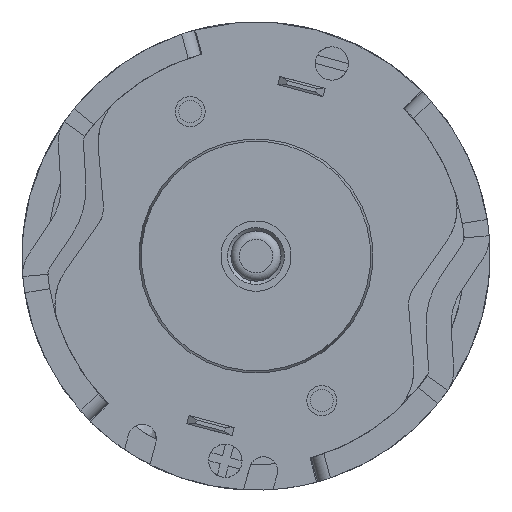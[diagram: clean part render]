
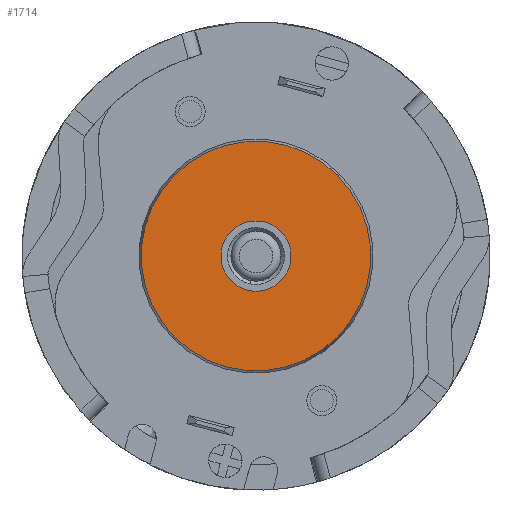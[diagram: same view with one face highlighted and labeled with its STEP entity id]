
A CAD part, left-side view. The second image highlights one B-rep face of the part: STEP entity #1714.
In plain terms, the highlighted planar face has unit normal (-1, 0, 0).
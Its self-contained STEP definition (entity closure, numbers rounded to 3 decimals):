
#899=FACE_BOUND('',#5462,.T.);
#900=FACE_BOUND('',#5463,.T.);
#1714=ADVANCED_FACE('',(#899,#900),#3074,.T.);
#3074=PLANE('',#25804);
#5462=EDGE_LOOP('',(#11652));
#5463=EDGE_LOOP('',(#11653));
#11652=ORIENTED_EDGE('',*,*,#20961,.F.);
#11653=ORIENTED_EDGE('',*,*,#20963,.F.);
#18438=VERTEX_POINT('',#36944);
#18439=VERTEX_POINT('',#36948);
#20961=EDGE_CURVE('',#18438,#18438,#24371,.T.);
#20963=EDGE_CURVE('',#18439,#18439,#24372,.T.);
#24371=CIRCLE('',#25801,6.866);
#24372=CIRCLE('',#25803,2.1);
#25801=AXIS2_PLACEMENT_3D('',#36943,#29129,#29130);
#25803=AXIS2_PLACEMENT_3D('',#36947,#29134,#29135);
#25804=AXIS2_PLACEMENT_3D('',#36949,#29136,#29137);
#29129=DIRECTION('',(1.,0.,0.));
#29130=DIRECTION('',(0.,0.966,0.259));
#29134=DIRECTION('',(-1.,0.,0.));
#29135=DIRECTION('',(0.,-0.259,0.966));
#29136=DIRECTION('',(-1.,0.,0.));
#29137=DIRECTION('',(0.,-0.966,-0.259));
#36943=CARTESIAN_POINT('',(-47.8,-0.001,-0.001));
#36944=CARTESIAN_POINT('',(-47.8,6.632,1.776));
#36947=CARTESIAN_POINT('',(-47.8,-0.001,-0.001));
#36948=CARTESIAN_POINT('',(-47.8,2.028,0.543));
#36949=CARTESIAN_POINT('',(-47.8,-9.002,5.197));
